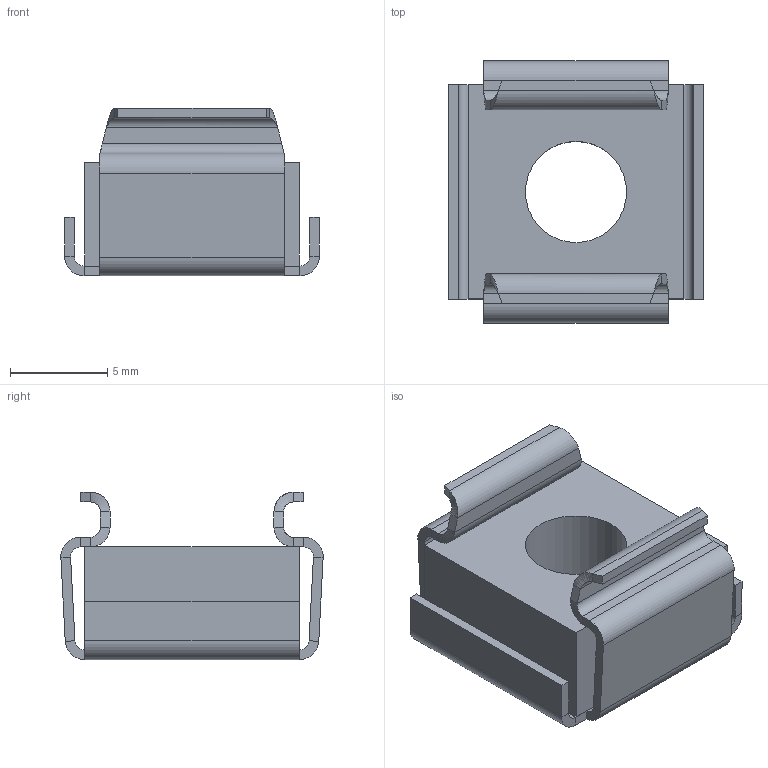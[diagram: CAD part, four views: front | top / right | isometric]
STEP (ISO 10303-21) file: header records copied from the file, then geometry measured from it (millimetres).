
FILE_DESCRIPTION (( 'STEP AP203' ), '1' );
FILE_NAME ('U0235131210 Ãàéêà êëåòüåâàÿ.STEP', '2022-04-25T12:14:26', ( '' ), ( '' ), 'SwSTEP 2.0', 'SolidWorks 2017', '' );
FILE_SCHEMA (( 'CONFIG_CONTROL_DESIGN' ));
Length unit declared in the file: millimetre
Products named in the file (3): U0235131210 Ãàéêà êëåòüåâàÿ; Êëåòêà ãàéêè_M6-4€; Ãàéêà êâàäðàòíàÿ_Œ5
Assembly tree (2 placements, depth 2):
  U0235131210 Ãàéêà êëåòüåâàÿ
    Êëåòêà ãàéêè_M6-4€
    Ãàéêà êâàäðàòíàÿ_Œ5
Bounding box: 13.1 x 13.48 x 8.61 mm (x, y, z)
Volume: 706.2 mm3; surface area: 1288.6 mm2
Topology: 2 solids, 2 shells, 100 faces, 208 edges, 112 vertices
Faces by surface type: plane 68, cylinder 24, bspline 8
Entity records: 3105 total; most frequent: CARTESIAN_POINT 765, ORIENTED_EDGE 416, DIRECTION 410, EDGE_CURVE 208, VECTOR 152, LINE 152, AXIS2_PLACEMENT_3D 129, VERTEX_POINT 112
